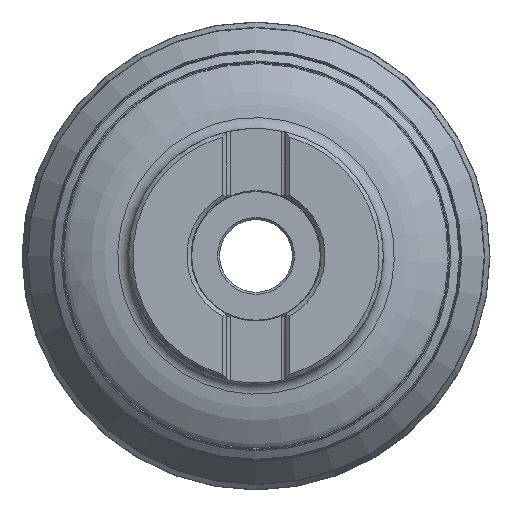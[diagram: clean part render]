
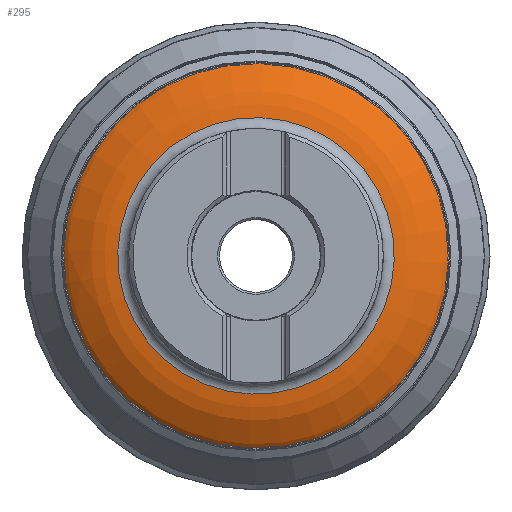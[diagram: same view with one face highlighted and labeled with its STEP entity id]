
A CAD part, top view. The second image highlights one B-rep face of the part: STEP entity #295.
In plain terms, the highlighted toroidal (fillet/blend) face has major radius 31.744 mm and minor radius 25.412 mm.
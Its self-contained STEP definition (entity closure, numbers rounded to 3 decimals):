
#40=TOROIDAL_SURFACE('',#1904,31.744,25.412);
#295=ADVANCED_FACE('',(#727,#728),#40,.T.);
#727=FACE_BOUND('',#921,.T.);
#728=FACE_BOUND('',#922,.T.);
#921=EDGE_LOOP('',(#1168));
#922=EDGE_LOOP('',(#1169));
#1168=ORIENTED_EDGE('',*,*,#1610,.F.);
#1169=ORIENTED_EDGE('',*,*,#1611,.T.);
#1456=VERTEX_POINT('',#3220);
#1457=VERTEX_POINT('',#3223);
#1610=EDGE_CURVE('',#1456,#1456,#1778,.T.);
#1611=EDGE_CURVE('',#1457,#1457,#1779,.T.);
#1778=CIRCLE('',#1901,34.209);
#1779=CIRCLE('',#1903,51.51);
#1901=AXIS2_PLACEMENT_3D('',#3219,#2249,#2250);
#1903=AXIS2_PLACEMENT_3D('',#3222,#2253,#2254);
#1904=AXIS2_PLACEMENT_3D('',#3224,#2255,#2256);
#2249=DIRECTION('',(0.,0.,1.));
#2250=DIRECTION('',(-0.99,-0.139,0.));
#2253=DIRECTION('',(0.,0.,1.));
#2254=DIRECTION('',(-0.99,-0.139,0.));
#2255=DIRECTION('',(0.,0.,1.));
#2256=DIRECTION('',(-0.99,-0.139,0.));
#3219=CARTESIAN_POINT('',(0.,0.,-17.986));
#3220=CARTESIAN_POINT('',(-33.876,-4.761,-17.986));
#3222=CARTESIAN_POINT('',(0.,0.,-27.307));
#3223=CARTESIAN_POINT('',(-51.009,-7.169,-27.307));
#3224=CARTESIAN_POINT('',(0.,0.,-43.278));
